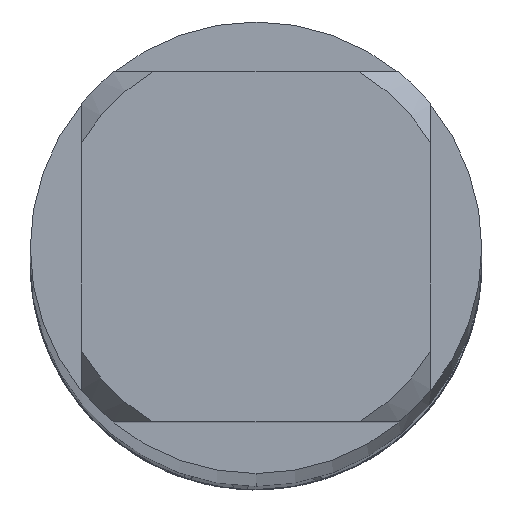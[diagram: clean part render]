
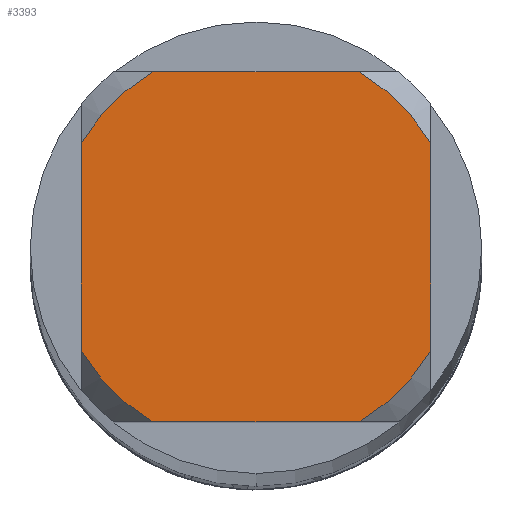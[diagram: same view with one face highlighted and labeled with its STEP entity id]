
A CAD part, top view. The second image highlights one B-rep face of the part: STEP entity #3393.
In plain terms, the highlighted planar face has unit normal (0, 0, 1).
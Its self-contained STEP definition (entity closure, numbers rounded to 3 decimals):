
#1221=EDGE_CURVE('',#1455,#3023,#3600,.T.);
#1455=VERTEX_POINT('',#3855);
#1533=VERTEX_POINT('',#3937);
#1847=VERTEX_POINT('',#4274);
#1961=EDGE_CURVE('',#2663,#2955,#4394,.T.);
#2167=EDGE_CURVE('',#1847,#3023,#4626,.T.);
#2359=VERTEX_POINT('',#4835);
#2363=EDGE_CURVE('',#1455,#2955,#4839,.T.);
#2663=VERTEX_POINT('',#5166);
#2739=VERTEX_POINT('',#5252);
#2741=EDGE_CURVE('',#1847,#2359,#5254,.T.);
#2955=VERTEX_POINT('',#5495);
#3023=VERTEX_POINT('',#5564);
#3345=EDGE_CURVE('',#1533,#2739,#5915,.T.);
#3365=EDGE_CURVE('',#1533,#2359,#5936,.T.);
#3393=ADVANCED_FACE('',(#5966),#5967,.T.);
#3515=EDGE_CURVE('',#2663,#2739,#6103,.T.);
#3600=CIRCLE('',#6194,3.6);
#3855=CARTESIAN_POINT('',(-3.1,1.83,0.0));
#3937=CARTESIAN_POINT('',(3.1,-1.83,0.0));
#4274=CARTESIAN_POINT('',(1.83,3.1,0.0));
#4394=CIRCLE('',#8495,3.6);
#4626=LINE('',#8993,#8994);
#4835=CARTESIAN_POINT('',(3.1,1.83,0.0));
#4839=LINE('',#9459,#9460);
#5166=CARTESIAN_POINT('',(-1.83,-3.1,0.0));
#5252=CARTESIAN_POINT('',(1.83,-3.1,0.0));
#5254=CIRCLE('',#10810,3.6);
#5495=CARTESIAN_POINT('',(-3.1,-1.83,0.0));
#5564=CARTESIAN_POINT('',(-1.83,3.1,0.0));
#5915=CIRCLE('',#12857,3.6);
#5936=LINE('',#12922,#12923);
#5966=FACE_OUTER_BOUND('',#12981,.T.);
#5967=PLANE('',#12982);
#6103=LINE('',#13494,#13495);
#6194=AXIS2_PLACEMENT_3D('',#13649,#13650,#13651);
#8495=AXIS2_PLACEMENT_3D('',#14350,#14351,#14352);
#8993=CARTESIAN_POINT('',(0.0,3.1,0.0));
#8994=VECTOR('',#14672,1.0);
#9459=CARTESIAN_POINT('',(-3.1,0.9,0.0));
#9460=VECTOR('',#14881,1.0);
#10810=AXIS2_PLACEMENT_3D('',#15392,#15393,#15394);
#12857=AXIS2_PLACEMENT_3D('',#16104,#16105,#16106);
#12922=CARTESIAN_POINT('',(3.1,0.9,0.0));
#12923=VECTOR('',#16124,1.0);
#12981=EDGE_LOOP('',(#16150,#16151,#16152,#16153,#16154,#16155,#16156,#16157));
#12982=AXIS2_PLACEMENT_3D('',#16158,#16159,#16160);
#13494=CARTESIAN_POINT('',(0.0,-3.1,0.0));
#13495=VECTOR('',#16406,1.0);
#13649=CARTESIAN_POINT('',(0.0,0.0,0.0));
#13650=DIRECTION('',(0.0,0.0,-1.0));
#13651=DIRECTION('',(0.0,1.0,0.0));
#14350=CARTESIAN_POINT('',(0.0,0.0,0.0));
#14351=DIRECTION('',(0.0,0.0,-1.0));
#14352=DIRECTION('',(0.0,1.0,0.0));
#14672=DIRECTION('',(-1.0,0.0,0.0));
#14881=DIRECTION('',(-0.0,-1.0,0.0));
#15392=CARTESIAN_POINT('',(0.0,0.0,0.0));
#15393=DIRECTION('',(0.0,0.0,-1.0));
#15394=DIRECTION('',(0.0,1.0,0.0));
#16104=CARTESIAN_POINT('',(0.0,0.0,0.0));
#16105=DIRECTION('',(0.0,0.0,-1.0));
#16106=DIRECTION('',(0.0,1.0,0.0));
#16124=DIRECTION('',(-0.0,1.0,0.0));
#16150=ORIENTED_EDGE('',*,*,#2363,.T.);
#16151=ORIENTED_EDGE('',*,*,#1961,.F.);
#16152=ORIENTED_EDGE('',*,*,#3515,.T.);
#16153=ORIENTED_EDGE('',*,*,#3345,.F.);
#16154=ORIENTED_EDGE('',*,*,#3365,.T.);
#16155=ORIENTED_EDGE('',*,*,#2741,.F.);
#16156=ORIENTED_EDGE('',*,*,#2167,.T.);
#16157=ORIENTED_EDGE('',*,*,#1221,.F.);
#16158=CARTESIAN_POINT('',(0.0,1.8,0.0));
#16159=DIRECTION('',(-0.0,0.0,1.0));
#16160=DIRECTION('',(0.0,-1.0,0.0));
#16406=DIRECTION('',(1.0,0.0,0.0));
